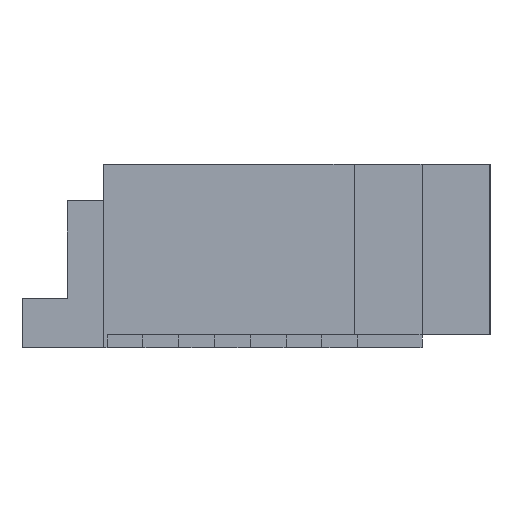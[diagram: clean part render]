
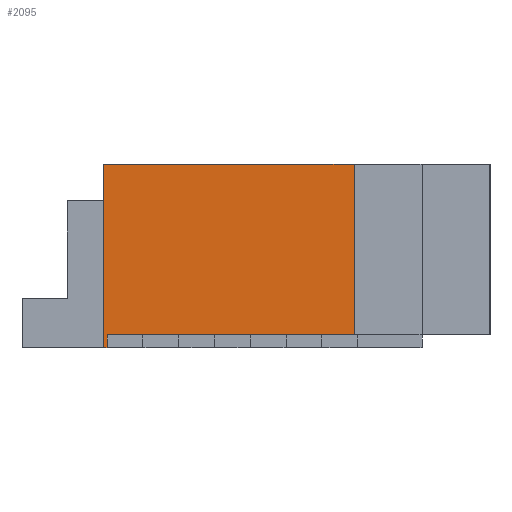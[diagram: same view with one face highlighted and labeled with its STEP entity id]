
A CAD part, left-side view. The second image highlights one B-rep face of the part: STEP entity #2095.
In plain terms, the highlighted planar face has unit normal (-1, 0, 0).
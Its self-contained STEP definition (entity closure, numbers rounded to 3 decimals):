
#472 = VERTEX_POINT('',#473);
#473 = CARTESIAN_POINT('',(-10.935,0.8,2.56));
#479 = EDGE_CURVE('',#472,#480,#482,.T.);
#480 = VERTEX_POINT('',#481);
#481 = CARTESIAN_POINT('',(-10.935,-2.7,2.56));
#482 = LINE('',#483,#484);
#483 = CARTESIAN_POINT('',(-10.935,0.8,2.56));
#484 = VECTOR('',#485,1.);
#485 = DIRECTION('',(0.,-1.,0.));
#1829 = EDGE_CURVE('',#1830,#472,#1832,.T.);
#1830 = VERTEX_POINT('',#1831);
#1831 = CARTESIAN_POINT('',(-10.935,0.8,0.));
#1832 = LINE('',#1833,#1834);
#1833 = CARTESIAN_POINT('',(-10.935,0.8,0.));
#1834 = VECTOR('',#1835,1.);
#1835 = DIRECTION('',(0.,0.,1.));
#2095 = ADVANCED_FACE('',(#2096),#2130,.F.);
#2096 = FACE_BOUND('',#2097,.F.);
#2097 = EDGE_LOOP('',(#2098,#2106,#2107,#2108,#2116,#2124));
#2098 = ORIENTED_EDGE('',*,*,#2099,.F.);
#2099 = EDGE_CURVE('',#1830,#2100,#2102,.T.);
#2100 = VERTEX_POINT('',#2101);
#2101 = CARTESIAN_POINT('',(-10.935,0.75,0.));
#2102 = LINE('',#2103,#2104);
#2103 = CARTESIAN_POINT('',(-10.935,0.8,0.));
#2104 = VECTOR('',#2105,1.);
#2105 = DIRECTION('',(0.,-1.,0.));
#2106 = ORIENTED_EDGE('',*,*,#1829,.T.);
#2107 = ORIENTED_EDGE('',*,*,#479,.T.);
#2108 = ORIENTED_EDGE('',*,*,#2109,.F.);
#2109 = EDGE_CURVE('',#2110,#480,#2112,.T.);
#2110 = VERTEX_POINT('',#2111);
#2111 = CARTESIAN_POINT('',(-10.935,-2.7,0.18));
#2112 = LINE('',#2113,#2114);
#2113 = CARTESIAN_POINT('',(-10.935,-2.7,0.));
#2114 = VECTOR('',#2115,1.);
#2115 = DIRECTION('',(0.,0.,1.));
#2116 = ORIENTED_EDGE('',*,*,#2117,.F.);
#2117 = EDGE_CURVE('',#2118,#2110,#2120,.T.);
#2118 = VERTEX_POINT('',#2119);
#2119 = CARTESIAN_POINT('',(-10.935,0.75,0.18));
#2120 = LINE('',#2121,#2122);
#2121 = CARTESIAN_POINT('',(-10.935,-0.1,0.18));
#2122 = VECTOR('',#2123,1.);
#2123 = DIRECTION('',(0.,-1.,0.));
#2124 = ORIENTED_EDGE('',*,*,#2125,.T.);
#2125 = EDGE_CURVE('',#2118,#2100,#2126,.T.);
#2126 = LINE('',#2127,#2128);
#2127 = CARTESIAN_POINT('',(-10.935,0.75,0.));
#2128 = VECTOR('',#2129,1.);
#2129 = DIRECTION('',(-0.,0.,-1.));
#2130 = PLANE('',#2131);
#2131 = AXIS2_PLACEMENT_3D('',#2132,#2133,#2134);
#2132 = CARTESIAN_POINT('',(-10.935,0.8,0.));
#2133 = DIRECTION('',(1.,0.,0.));
#2134 = DIRECTION('',(0.,-1.,0.));
